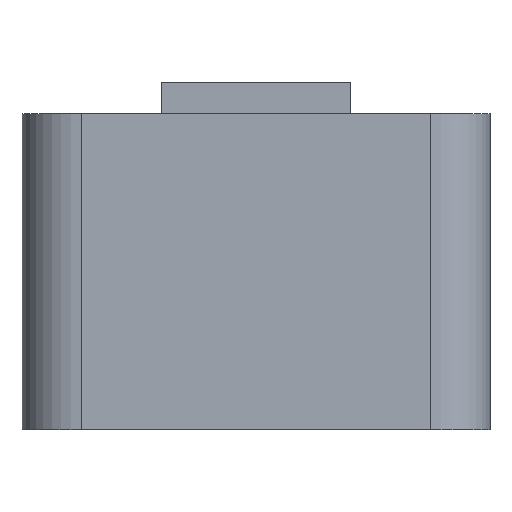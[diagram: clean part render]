
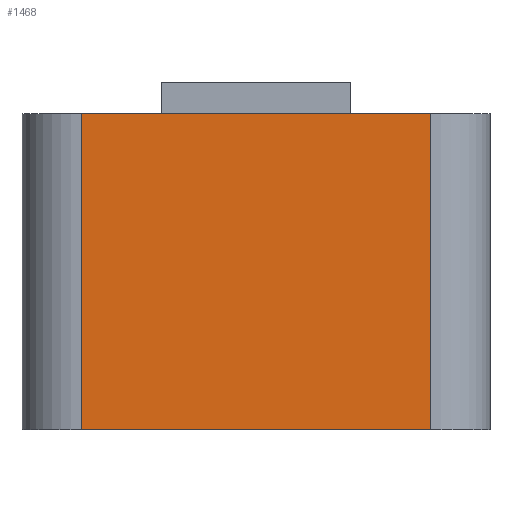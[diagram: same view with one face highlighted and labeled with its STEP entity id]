
A CAD part, left-side view. The second image highlights one B-rep face of the part: STEP entity #1468.
In plain terms, the highlighted planar face has unit normal (-1, 0, 0).
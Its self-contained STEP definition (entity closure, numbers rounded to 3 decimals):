
#209=DIRECTION('',(0.,-1.,0.));
#210=VECTOR('',#209,8.83);
#211=CARTESIAN_POINT('',(-3.7,-1.3,2.2));
#212=LINE('',#211,#210);
#330=DIRECTION('',(0.,1.,0.));
#331=VECTOR('',#330,8.83);
#332=CARTESIAN_POINT('',(-3.7,-10.13,-5.79));
#333=LINE('',#332,#331);
#515=DIRECTION('',(0.,0.,1.));
#516=VECTOR('',#515,7.99);
#517=CARTESIAN_POINT('',(-3.7,-10.13,-5.79));
#518=LINE('',#517,#516);
#519=DIRECTION('',(0.,0.,1.));
#520=VECTOR('',#519,7.99);
#521=CARTESIAN_POINT('',(-3.7,-1.3,-5.79));
#522=LINE('',#521,#520);
#656=CARTESIAN_POINT('',(-3.7,-10.13,2.2));
#658=VERTEX_POINT('',#656);
#662=CARTESIAN_POINT('',(-3.7,-10.13,-5.79));
#663=VERTEX_POINT('',#662);
#665=CARTESIAN_POINT('',(-3.7,-1.3,2.2));
#667=VERTEX_POINT('',#665);
#668=CARTESIAN_POINT('',(-3.7,-1.3,-5.79));
#669=VERTEX_POINT('',#668);
#1456=CARTESIAN_POINT('',(-3.7,0.2,1.7));
#1457=DIRECTION('',(-1.,0.,0.));
#1458=DIRECTION('',(0.,-1.,0.));
#1459=AXIS2_PLACEMENT_3D('',#1456,#1457,#1458);
#1460=PLANE('',#1459);
#1462=ORIENTED_EDGE('',*,*,#1461,.F.);
#1463=ORIENTED_EDGE('',*,*,#1125,.T.);
#1464=ORIENTED_EDGE('',*,*,#1449,.T.);
#1465=ORIENTED_EDGE('',*,*,#1002,.T.);
#1466=EDGE_LOOP('',(#1462,#1463,#1464,#1465));
#1467=FACE_OUTER_BOUND('',#1466,.F.);
#1468=ADVANCED_FACE('',(#1467),#1460,.T.);
#1002=EDGE_CURVE('',#667,#658,#212,.T.);
#1125=EDGE_CURVE('',#663,#669,#333,.T.);
#1449=EDGE_CURVE('',#669,#667,#522,.T.);
#1461=EDGE_CURVE('',#663,#658,#518,.T.);
